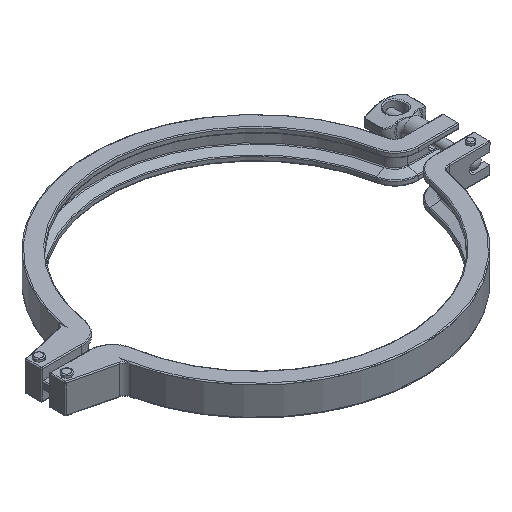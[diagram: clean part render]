
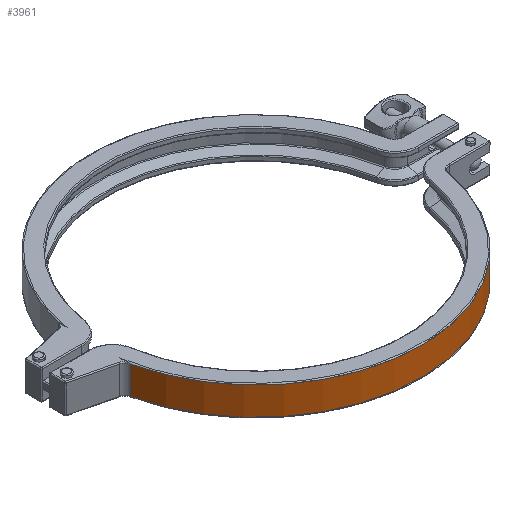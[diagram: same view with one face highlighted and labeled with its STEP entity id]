
A CAD part, isometric view. The second image highlights one B-rep face of the part: STEP entity #3961.
In plain terms, the highlighted cylindrical face has radius 141.065 mm (diameter 282.13 mm), a partial arc.
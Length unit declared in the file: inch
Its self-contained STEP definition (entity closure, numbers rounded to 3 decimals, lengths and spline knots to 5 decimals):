
#378=FACE_OUTER_BOUND('',#629,.T.);
#629=EDGE_LOOP('',(#2963,#2964,#2965,#2966,#2967));
#873=LINE('',#8603,#1074);
#877=LINE('',#8669,#1078);
#1074=VECTOR('',#5263,0.9375);
#1078=VECTOR('',#5293,0.9375);
#1317=CIRCLE('',#4370,5.55375);
#1319=CIRCLE('',#4373,5.55375);
#1320=CIRCLE('',#4374,5.55375);
#1659=VERTEX_POINT('',#8432);
#1680=VERTEX_POINT('',#8559);
#1681=VERTEX_POINT('',#8602);
#1686=VERTEX_POINT('',#8662);
#1687=VERTEX_POINT('',#8667);
#2128=EDGE_CURVE('',#1681,#1680,#873,.T.);
#2138=EDGE_CURVE('',#1686,#1681,#1317,.T.);
#2140=EDGE_CURVE('',#1659,#1680,#1319,.T.);
#2141=EDGE_CURVE('',#1687,#1659,#1320,.T.);
#2142=EDGE_CURVE('',#1686,#1687,#877,.T.);
#2963=ORIENTED_EDGE('',*,*,#2128,.T.);
#2964=ORIENTED_EDGE('',*,*,#2140,.F.);
#2965=ORIENTED_EDGE('',*,*,#2141,.F.);
#2966=ORIENTED_EDGE('',*,*,#2142,.F.);
#2967=ORIENTED_EDGE('',*,*,#2138,.T.);
#3555=CYLINDRICAL_SURFACE('',#4372,5.55375);
#3961=ADVANCED_FACE('',(#378),#3555,.T.);
#4370=AXIS2_PLACEMENT_3D('',#8663,#5283,#5284);
#4372=AXIS2_PLACEMENT_3D('',#8665,#5287,#5288);
#4373=AXIS2_PLACEMENT_3D('',#8666,#5289,#5290);
#4374=AXIS2_PLACEMENT_3D('',#8668,#5291,#5292);
#5263=DIRECTION('',(0.,0.,-1.));
#5283=DIRECTION('center_axis',(0.,0.,-1.));
#5284=DIRECTION('ref_axis',(0.988,0.157,0.));
#5287=DIRECTION('center_axis',(0.,0.,-1.));
#5288=DIRECTION('ref_axis',(0.988,0.157,0.));
#5289=DIRECTION('center_axis',(0.,0.,-1.));
#5290=DIRECTION('ref_axis',(0.988,0.157,0.));
#5291=DIRECTION('center_axis',(0.,0.,-1.));
#5292=DIRECTION('ref_axis',(0.988,0.157,0.));
#5293=DIRECTION('',(0.,0.,-1.));
#8432=CARTESIAN_POINT('',(-5.41868,-1.21751,-0.46875));
#8559=CARTESIAN_POINT('',(-5.41904,-1.21581,-0.46875));
#8602=CARTESIAN_POINT('',(-5.41904,-1.21581,0.46875));
#8603=CARTESIAN_POINT('',(-5.41904,-1.21581,0.46875));
#8662=CARTESIAN_POINT('',(5.4648,-0.99003,0.46875));
#8663=CARTESIAN_POINT('Origin',(0.,0.,0.46875));
#8665=CARTESIAN_POINT('Origin',(0.,0.,0.));
#8666=CARTESIAN_POINT('Origin',(0.,0.,-0.46875));
#8667=CARTESIAN_POINT('',(5.4648,-0.99003,-0.46875));
#8668=CARTESIAN_POINT('Origin',(0.,0.,-0.46875));
#8669=CARTESIAN_POINT('',(5.4648,-0.99003,0.46875));
